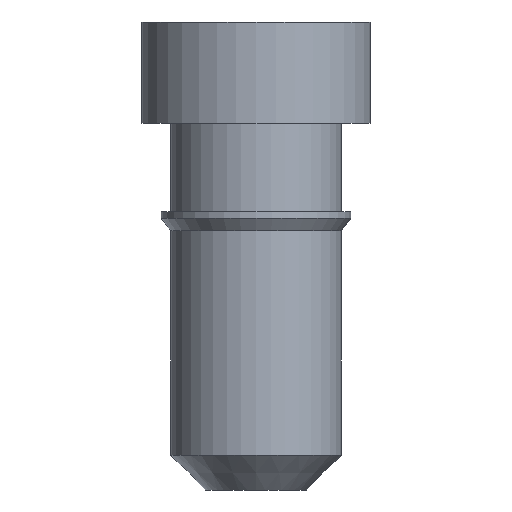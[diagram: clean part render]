
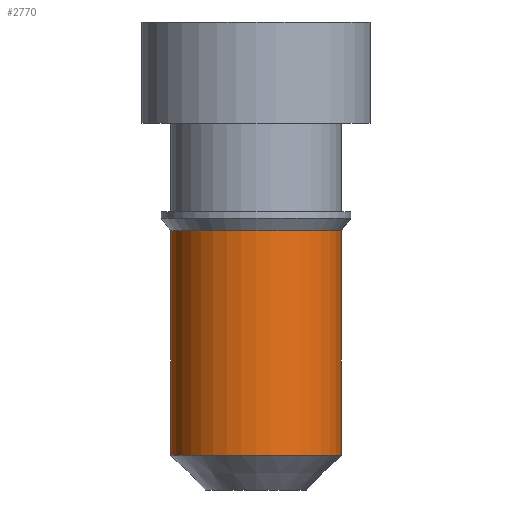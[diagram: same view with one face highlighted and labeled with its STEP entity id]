
A CAD part, left-side view. The second image highlights one B-rep face of the part: STEP entity #2770.
In plain terms, the highlighted cylindrical face has radius 0.675 mm (diameter 1.35 mm), a full revolution.
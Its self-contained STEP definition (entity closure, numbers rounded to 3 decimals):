
#2687 = CONICAL_SURFACE('',#2688,0.675,0.644);
#2688 = AXIS2_PLACEMENT_3D('',#2689,#2690,#2691);
#2689 = CARTESIAN_POINT('',(2.54,0.,1.25));
#2690 = DIRECTION('',(0.,0.,1.));
#2691 = DIRECTION('',(1.,0.,0.));
#2722 = EDGE_CURVE('',#2723,#2723,#2725,.T.);
#2723 = VERTEX_POINT('',#2724);
#2724 = CARTESIAN_POINT('',(3.215,0.,1.25));
#2725 = SURFACE_CURVE('',#2726,(#2731,#2738),.PCURVE_S1.);
#2726 = CIRCLE('',#2727,0.675);
#2727 = AXIS2_PLACEMENT_3D('',#2728,#2729,#2730);
#2728 = CARTESIAN_POINT('',(2.54,0.,1.25));
#2729 = DIRECTION('',(0.,0.,1.));
#2730 = DIRECTION('',(1.,0.,0.));
#2731 = PCURVE('',#2687,#2732);
#2732 = DEFINITIONAL_REPRESENTATION('',(#2733),#2737);
#2733 = LINE('',#2734,#2735);
#2734 = CARTESIAN_POINT('',(0.,0.));
#2735 = VECTOR('',#2736,1.);
#2736 = DIRECTION('',(1.,0.));
#2737 = ( GEOMETRIC_REPRESENTATION_CONTEXT(2) 
PARAMETRIC_REPRESENTATION_CONTEXT() REPRESENTATION_CONTEXT('2D SPACE',''
  ) );
#2738 = PCURVE('',#2739,#2744);
#2739 = CYLINDRICAL_SURFACE('',#2740,0.675);
#2740 = AXIS2_PLACEMENT_3D('',#2741,#2742,#2743);
#2741 = CARTESIAN_POINT('',(2.54,0.,-0.525));
#2742 = DIRECTION('',(0.,0.,1.));
#2743 = DIRECTION('',(1.,0.,0.));
#2744 = DEFINITIONAL_REPRESENTATION('',(#2745),#2749);
#2745 = LINE('',#2746,#2747);
#2746 = CARTESIAN_POINT('',(0.,1.775));
#2747 = VECTOR('',#2748,1.);
#2748 = DIRECTION('',(1.,0.));
#2749 = ( GEOMETRIC_REPRESENTATION_CONTEXT(2) 
PARAMETRIC_REPRESENTATION_CONTEXT() REPRESENTATION_CONTEXT('2D SPACE',''
  ) );
#2770 = ADVANCED_FACE('',(#2771),#2739,.T.);
#2771 = FACE_BOUND('',#2772,.T.);
#2772 = EDGE_LOOP('',(#2773,#2802,#2820,#2821));
#2773 = ORIENTED_EDGE('',*,*,#2774,.T.);
#2774 = EDGE_CURVE('',#2775,#2775,#2777,.T.);
#2775 = VERTEX_POINT('',#2776);
#2776 = CARTESIAN_POINT('',(3.215,0.,-0.525));
#2777 = SURFACE_CURVE('',#2778,(#2783,#2790),.PCURVE_S1.);
#2778 = CIRCLE('',#2779,0.675);
#2779 = AXIS2_PLACEMENT_3D('',#2780,#2781,#2782);
#2780 = CARTESIAN_POINT('',(2.54,0.,-0.525));
#2781 = DIRECTION('',(0.,0.,1.));
#2782 = DIRECTION('',(1.,0.,0.));
#2783 = PCURVE('',#2739,#2784);
#2784 = DEFINITIONAL_REPRESENTATION('',(#2785),#2789);
#2785 = LINE('',#2786,#2787);
#2786 = CARTESIAN_POINT('',(0.,0.));
#2787 = VECTOR('',#2788,1.);
#2788 = DIRECTION('',(1.,0.));
#2789 = ( GEOMETRIC_REPRESENTATION_CONTEXT(2) 
PARAMETRIC_REPRESENTATION_CONTEXT() REPRESENTATION_CONTEXT('2D SPACE',''
  ) );
#2790 = PCURVE('',#2791,#2796);
#2791 = CONICAL_SURFACE('',#2792,0.4,0.785);
#2792 = AXIS2_PLACEMENT_3D('',#2793,#2794,#2795);
#2793 = CARTESIAN_POINT('',(2.54,0.,-0.8));
#2794 = DIRECTION('',(0.,0.,1.));
#2795 = DIRECTION('',(1.,0.,0.));
#2796 = DEFINITIONAL_REPRESENTATION('',(#2797),#2801);
#2797 = LINE('',#2798,#2799);
#2798 = CARTESIAN_POINT('',(0.,0.275));
#2799 = VECTOR('',#2800,1.);
#2800 = DIRECTION('',(1.,0.));
#2801 = ( GEOMETRIC_REPRESENTATION_CONTEXT(2) 
PARAMETRIC_REPRESENTATION_CONTEXT() REPRESENTATION_CONTEXT('2D SPACE',''
  ) );
#2802 = ORIENTED_EDGE('',*,*,#2803,.T.);
#2803 = EDGE_CURVE('',#2775,#2723,#2804,.T.);
#2804 = SEAM_CURVE('',#2805,(#2808,#2814),.PCURVE_S1.);
#2805 = B_SPLINE_CURVE_WITH_KNOTS('',1,(#2806,#2807),.UNSPECIFIED.,.F.,
  .F.,(2,2),(0.,1.),.PIECEWISE_BEZIER_KNOTS.);
#2806 = CARTESIAN_POINT('',(3.215,0.,-0.525));
#2807 = CARTESIAN_POINT('',(3.215,0.,1.25));
#2808 = PCURVE('',#2739,#2809);
#2809 = DEFINITIONAL_REPRESENTATION('',(#2810),#2813);
#2810 = B_SPLINE_CURVE_WITH_KNOTS('',1,(#2811,#2812),.UNSPECIFIED.,.F.,
  .F.,(2,2),(0.,1.),.PIECEWISE_BEZIER_KNOTS.);
#2811 = CARTESIAN_POINT('',(6.283,0.));
#2812 = CARTESIAN_POINT('',(6.283,1.775));
#2813 = ( GEOMETRIC_REPRESENTATION_CONTEXT(2) 
PARAMETRIC_REPRESENTATION_CONTEXT() REPRESENTATION_CONTEXT('2D SPACE',''
  ) );
#2814 = PCURVE('',#2739,#2815);
#2815 = DEFINITIONAL_REPRESENTATION('',(#2816),#2819);
#2816 = B_SPLINE_CURVE_WITH_KNOTS('',1,(#2817,#2818),.UNSPECIFIED.,.F.,
  .F.,(2,2),(0.,1.),.PIECEWISE_BEZIER_KNOTS.);
#2817 = CARTESIAN_POINT('',(0.,0.));
#2818 = CARTESIAN_POINT('',(0.,1.775));
#2819 = ( GEOMETRIC_REPRESENTATION_CONTEXT(2) 
PARAMETRIC_REPRESENTATION_CONTEXT() REPRESENTATION_CONTEXT('2D SPACE',''
  ) );
#2820 = ORIENTED_EDGE('',*,*,#2722,.F.);
#2821 = ORIENTED_EDGE('',*,*,#2803,.F.);
